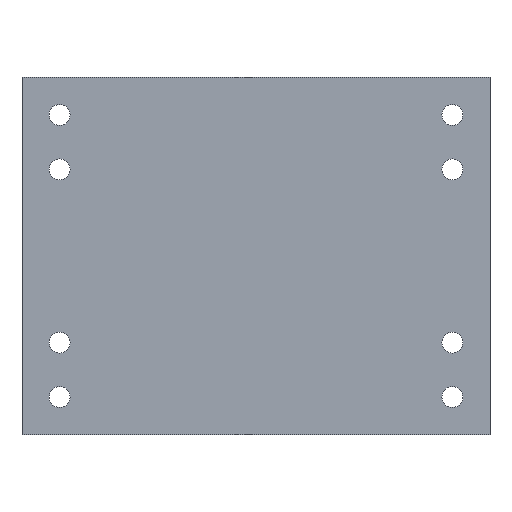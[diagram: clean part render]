
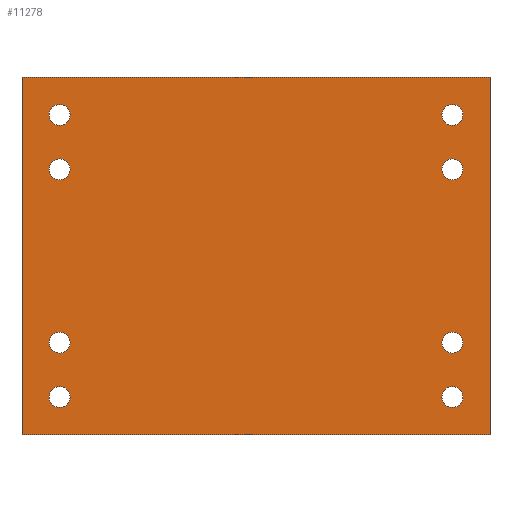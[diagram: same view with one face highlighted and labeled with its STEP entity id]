
A CAD part, front view. The second image highlights one B-rep face of the part: STEP entity #11278.
In plain terms, the highlighted planar face has unit normal (0, -1, 0).
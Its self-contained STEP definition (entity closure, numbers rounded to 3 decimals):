
#926=FACE_BOUND('',#1981,.T.);
#927=FACE_BOUND('',#1982,.T.);
#928=FACE_BOUND('',#1983,.T.);
#929=FACE_BOUND('',#1984,.T.);
#930=FACE_BOUND('',#1985,.T.);
#931=FACE_BOUND('',#1986,.T.);
#932=FACE_BOUND('',#1987,.T.);
#933=FACE_BOUND('',#1988,.T.);
#962=PLANE('',#12082);
#1316=FACE_OUTER_BOUND('',#1980,.T.);
#1980=EDGE_LOOP('',(#7816,#7817,#7818,#7819));
#1981=EDGE_LOOP('',(#7820));
#1982=EDGE_LOOP('',(#7821));
#1983=EDGE_LOOP('',(#7822));
#1984=EDGE_LOOP('',(#7823));
#1985=EDGE_LOOP('',(#7824));
#1986=EDGE_LOOP('',(#7825));
#1987=EDGE_LOOP('',(#7826));
#1988=EDGE_LOOP('',(#7827));
#2662=LINE('',#16511,#3646);
#2666=LINE('',#16519,#3650);
#2669=LINE('',#16525,#3653);
#2672=LINE('',#16530,#3656);
#3646=VECTOR('',#13254,1000.);
#3650=VECTOR('',#13260,1000.);
#3653=VECTOR('',#13265,1000.);
#3656=VECTOR('',#13270,1000.);
#4622=CIRCLE('',#12054,0.5);
#4624=CIRCLE('',#12057,0.5);
#4626=CIRCLE('',#12060,0.5);
#4628=CIRCLE('',#12063,0.5);
#4630=CIRCLE('',#12066,0.5);
#4632=CIRCLE('',#12069,0.5);
#4634=CIRCLE('',#12072,0.5);
#4636=CIRCLE('',#12075,0.5);
#5055=VERTEX_POINT('',#16461);
#5057=VERTEX_POINT('',#16467);
#5059=VERTEX_POINT('',#16473);
#5061=VERTEX_POINT('',#16479);
#5063=VERTEX_POINT('',#16485);
#5065=VERTEX_POINT('',#16491);
#5067=VERTEX_POINT('',#16497);
#5069=VERTEX_POINT('',#16503);
#5071=VERTEX_POINT('',#16509);
#5072=VERTEX_POINT('',#16510);
#5075=VERTEX_POINT('',#16518);
#5077=VERTEX_POINT('',#16524);
#6109=EDGE_CURVE('',#5055,#5055,#4622,.T.);
#6112=EDGE_CURVE('',#5057,#5057,#4624,.T.);
#6115=EDGE_CURVE('',#5059,#5059,#4626,.T.);
#6118=EDGE_CURVE('',#5061,#5061,#4628,.T.);
#6121=EDGE_CURVE('',#5063,#5063,#4630,.T.);
#6124=EDGE_CURVE('',#5065,#5065,#4632,.T.);
#6127=EDGE_CURVE('',#5067,#5067,#4634,.T.);
#6130=EDGE_CURVE('',#5069,#5069,#4636,.T.);
#6133=EDGE_CURVE('',#5071,#5072,#2662,.T.);
#6137=EDGE_CURVE('',#5072,#5075,#2666,.T.);
#6140=EDGE_CURVE('',#5075,#5077,#2669,.T.);
#6143=EDGE_CURVE('',#5077,#5071,#2672,.T.);
#7816=ORIENTED_EDGE('',*,*,#6133,.F.);
#7817=ORIENTED_EDGE('',*,*,#6143,.F.);
#7818=ORIENTED_EDGE('',*,*,#6140,.F.);
#7819=ORIENTED_EDGE('',*,*,#6137,.F.);
#7820=ORIENTED_EDGE('',*,*,#6109,.T.);
#7821=ORIENTED_EDGE('',*,*,#6112,.T.);
#7822=ORIENTED_EDGE('',*,*,#6115,.F.);
#7823=ORIENTED_EDGE('',*,*,#6118,.F.);
#7824=ORIENTED_EDGE('',*,*,#6121,.F.);
#7825=ORIENTED_EDGE('',*,*,#6124,.F.);
#7826=ORIENTED_EDGE('',*,*,#6127,.T.);
#7827=ORIENTED_EDGE('',*,*,#6130,.T.);
#11278=ADVANCED_FACE('',(#1316,#926,#927,#928,#929,#930,#931,#932,#933),
#962,.F.);
#12054=AXIS2_PLACEMENT_3D('',#16462,#13198,#13199);
#12057=AXIS2_PLACEMENT_3D('',#16468,#13205,#13206);
#12060=AXIS2_PLACEMENT_3D('',#16474,#13212,#13213);
#12063=AXIS2_PLACEMENT_3D('',#16480,#13219,#13220);
#12066=AXIS2_PLACEMENT_3D('',#16486,#13226,#13227);
#12069=AXIS2_PLACEMENT_3D('',#16492,#13233,#13234);
#12072=AXIS2_PLACEMENT_3D('',#16498,#13240,#13241);
#12075=AXIS2_PLACEMENT_3D('',#16504,#13247,#13248);
#12082=AXIS2_PLACEMENT_3D('',#16533,#13274,#13275);
#13198=DIRECTION('center_axis',(0.,1.,0.));
#13199=DIRECTION('ref_axis',(0.,0.,-1.));
#13205=DIRECTION('center_axis',(0.,1.,0.));
#13206=DIRECTION('ref_axis',(0.,0.,-1.));
#13212=DIRECTION('center_axis',(0.,-1.,0.));
#13213=DIRECTION('ref_axis',(0.,0.,-1.));
#13219=DIRECTION('center_axis',(0.,-1.,0.));
#13220=DIRECTION('ref_axis',(0.,0.,-1.));
#13226=DIRECTION('center_axis',(0.,-1.,0.));
#13227=DIRECTION('ref_axis',(0.,0.,1.));
#13233=DIRECTION('center_axis',(0.,-1.,0.));
#13234=DIRECTION('ref_axis',(0.,0.,1.));
#13240=DIRECTION('center_axis',(0.,1.,0.));
#13241=DIRECTION('ref_axis',(0.,0.,1.));
#13247=DIRECTION('center_axis',(0.,1.,0.));
#13248=DIRECTION('ref_axis',(0.,0.,1.));
#13254=DIRECTION('',(0.,0.,-1.));
#13260=DIRECTION('',(-1.,0.,0.));
#13265=DIRECTION('',(0.,0.,1.));
#13270=DIRECTION('',(1.,0.,0.));
#13274=DIRECTION('center_axis',(0.,1.,0.));
#13275=DIRECTION('ref_axis',(0.,0.,1.));
#16461=CARTESIAN_POINT('',(9.4,0.,6.25));
#16462=CARTESIAN_POINT('Origin',(9.4,0.,6.75));
#16467=CARTESIAN_POINT('',(9.4,0.,3.65));
#16468=CARTESIAN_POINT('Origin',(9.4,0.,4.15));
#16473=CARTESIAN_POINT('',(-9.4,0.,6.25));
#16474=CARTESIAN_POINT('Origin',(-9.4,0.,6.75));
#16479=CARTESIAN_POINT('',(-9.4,0.,3.65));
#16480=CARTESIAN_POINT('Origin',(-9.4,0.,4.15));
#16485=CARTESIAN_POINT('',(9.4,0.,-7.25));
#16486=CARTESIAN_POINT('Origin',(9.4,0.,-6.75));
#16491=CARTESIAN_POINT('',(9.4,0.,-4.65));
#16492=CARTESIAN_POINT('Origin',(9.4,0.,-4.15));
#16497=CARTESIAN_POINT('',(-9.4,0.,-7.25));
#16498=CARTESIAN_POINT('Origin',(-9.4,0.,-6.75));
#16503=CARTESIAN_POINT('',(-9.4,0.,-4.65));
#16504=CARTESIAN_POINT('Origin',(-9.4,0.,-4.15));
#16509=CARTESIAN_POINT('',(11.2,0.,8.55));
#16510=CARTESIAN_POINT('',(11.2,0.,-8.55));
#16511=CARTESIAN_POINT('',(11.2,0.,-8.55));
#16518=CARTESIAN_POINT('',(-11.2,0.,-8.55));
#16519=CARTESIAN_POINT('',(-11.2,0.,-8.55));
#16524=CARTESIAN_POINT('',(-11.2,0.,8.55));
#16525=CARTESIAN_POINT('',(-11.2,0.,-8.55));
#16530=CARTESIAN_POINT('',(-11.2,0.,8.55));
#16533=CARTESIAN_POINT('Origin',(0.,0.,0.));
